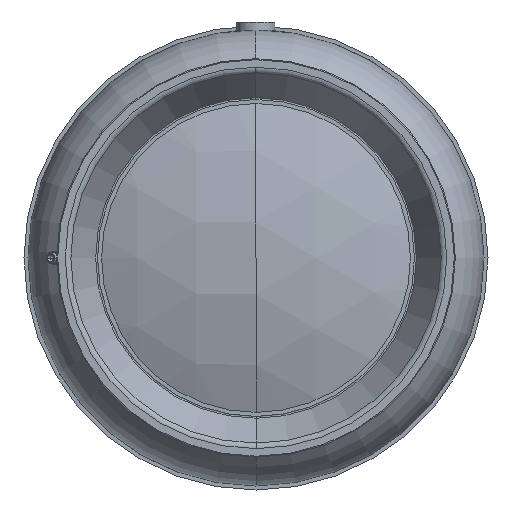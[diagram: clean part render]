
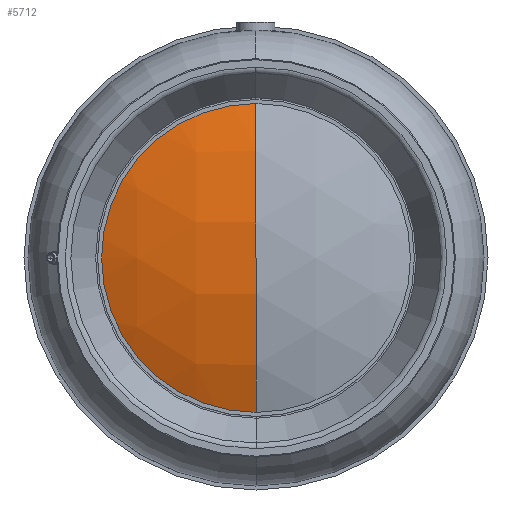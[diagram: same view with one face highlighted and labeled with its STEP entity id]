
A CAD part, front view. The second image highlights one B-rep face of the part: STEP entity #5712.
In plain terms, the highlighted spherical face has radius 915 mm.
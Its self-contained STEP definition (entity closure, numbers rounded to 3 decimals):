
#947 = DIRECTION ( 'NONE',  ( -1., 0., 0. ) ) ;
#1613 = AXIS2_PLACEMENT_3D ( 'NONE', #18725, #20713, #18475 ) ;
#1704 = VERTEX_POINT ( 'NONE', #13508 ) ;
#1935 = EDGE_LOOP ( 'NONE', ( #19636, #24683 ) ) ;
#3902 = EDGE_CURVE ( 'NONE', #1704, #22557, #17001, .T. ) ;
#4733 = SPHERICAL_SURFACE ( 'NONE', #7228, 915. ) ;
#4974 = DIRECTION ( 'NONE',  ( 0., 0., -1. ) ) ;
#5712 = ADVANCED_FACE ( 'NONE', ( #18025 ), #4733, .T. ) ;
#6877 = CARTESIAN_POINT ( 'NONE',  ( 0., 915., 0. ) ) ;
#7228 = AXIS2_PLACEMENT_3D ( 'NONE', #6877, #4974, #947 ) ;
#8854 = DIRECTION ( 'NONE',  ( 1., 0., 0. ) ) ;
#13508 = CARTESIAN_POINT ( 'NONE',  ( 351.923, 70.385, 0. ) ) ;
#14119 = EDGE_CURVE ( 'NONE', #1704, #22557, #23136, .T. ) ;
#17001 = CIRCLE ( 'NONE', #18268, 351.923 ) ;
#17117 = DIRECTION ( 'NONE',  ( 0., -1., 0. ) ) ;
#18025 = FACE_OUTER_BOUND ( 'NONE', #1935, .T. ) ;
#18268 = AXIS2_PLACEMENT_3D ( 'NONE', #21331, #17117, #8854 ) ;
#18475 = DIRECTION ( 'NONE',  ( 0., -1., 0. ) ) ;
#18725 = CARTESIAN_POINT ( 'NONE',  ( 0., 915., 0. ) ) ;
#19636 = ORIENTED_EDGE ( 'NONE', *, *, #3902, .T. ) ;
#20713 = DIRECTION ( 'NONE',  ( 0., 0., -1. ) ) ;
#21331 = CARTESIAN_POINT ( 'NONE',  ( 0., 70.385, 0. ) ) ;
#22557 = VERTEX_POINT ( 'NONE', #23482 ) ;
#23136 = CIRCLE ( 'NONE', #1613, 915. ) ;
#23482 = CARTESIAN_POINT ( 'NONE',  ( -351.923, 70.385, 0. ) ) ;
#24683 = ORIENTED_EDGE ( 'NONE', *, *, #14119, .F. ) ;
